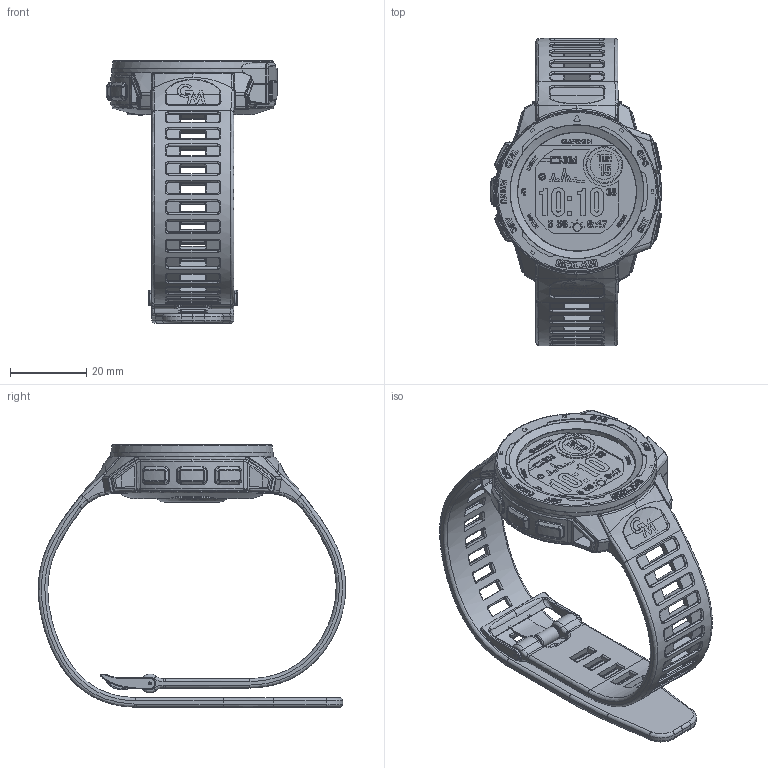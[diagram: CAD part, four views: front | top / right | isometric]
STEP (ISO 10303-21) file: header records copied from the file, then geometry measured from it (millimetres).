
FILE_DESCRIPTION(('FreeCAD Model'),'2;1');
FILE_NAME('Open CASCADE Shape Model','2025-04-29T18:13:43',('FreeCAD'),( 'FreeCAD'),'Open CASCADE STEP processor 7.6','FreeCAD','Unknown');
FILE_SCHEMA(('AUTOMOTIVE_DESIGN { 1 0 10303 214 1 1 1 1 }'));
Products named in the file (1): Open CASCADE STEP translator 7.6 1
Bounding box: 44.87 x 80.52 x 68.72 mm (x, y, z)
Volume: 29710.1 mm3; surface area: 20074.1 mm2
Topology: 34 solids, 34 shells, 3430 faces, 9452 edges, 6228 vertices
Faces by surface type: bspline 3430
Entity records: 153720 total; most frequent: CARTESIAN_POINT 98353, ORIENTED_EDGE 18884, EDGE_CURVE 9442, B_SPLINE_CURVE_WITH_KNOTS 7296, VERTEX_POINT 6228, FACE_BOUND 3676, EDGE_LOOP 3676, ADVANCED_FACE 3430
